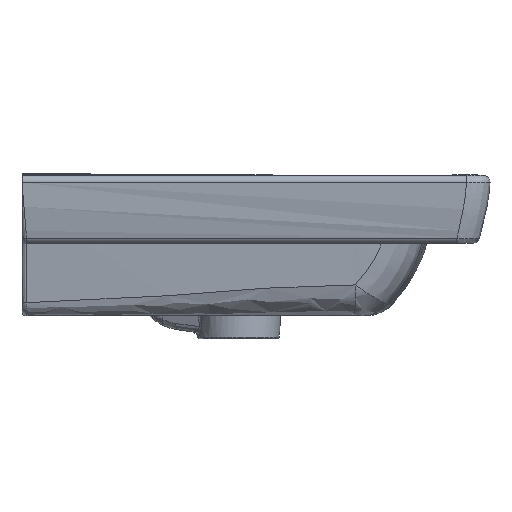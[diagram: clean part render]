
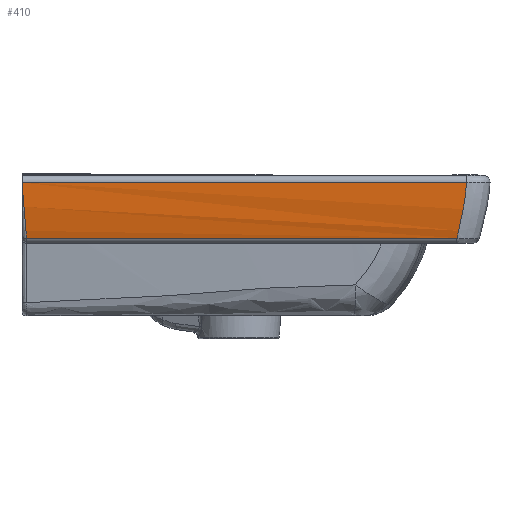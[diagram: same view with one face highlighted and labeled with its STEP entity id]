
A CAD part, left-side view. The second image highlights one B-rep face of the part: STEP entity #410.
In plain terms, the highlighted free-form (B-spline) face has degree [4, 1] with [11, 2] control points.
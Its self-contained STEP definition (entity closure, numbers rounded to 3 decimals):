
#108=(
BOUNDED_SURFACE()
B_SPLINE_SURFACE(4,1,((#7761,#7762),(#7763,#7764),(#7765,#7766),(#7767,
#7768),(#7769,#7770),(#7771,#7772),(#7773,#7774),(#7775,#7776),(#7777,#7778),
(#7779,#7780),(#7781,#7782)),.UNSPECIFIED.,.F.,.F.,.F.)
B_SPLINE_SURFACE_WITH_KNOTS((5,4,2,5),(2,2),(0.,0.146,0.574,
1.),(0.,1.),.UNSPECIFIED.)
GEOMETRIC_REPRESENTATION_ITEM()
RATIONAL_B_SPLINE_SURFACE(((1.,1.),(1.,
1.),(1.,1.),(1.,1.),(1.,1.),
(1.,1.),(1.,1.),(1.,1.),(1.,1.),(1.,1.),(1.,1.)))
REPRESENTATION_ITEM('')
SURFACE()
);
#410=ADVANCED_FACE('',(#667),#108,.F.);
#667=FACE_OUTER_BOUND('',#866,.T.);
#866=EDGE_LOOP('',(#1245,#1246,#1247,#1248,#1249,#1250));
#1245=ORIENTED_EDGE('',*,*,#2396,.T.);
#1246=ORIENTED_EDGE('',*,*,#2395,.T.);
#1247=ORIENTED_EDGE('',*,*,#2488,.F.);
#1248=ORIENTED_EDGE('',*,*,#2489,.F.);
#1249=ORIENTED_EDGE('',*,*,#2490,.F.);
#1250=ORIENTED_EDGE('',*,*,#2491,.F.);
#2071=VERTEX_POINT('',#4900);
#2072=VERTEX_POINT('',#4901);
#2073=VERTEX_POINT('',#4912);
#2127=VERTEX_POINT('',#7738);
#2128=VERTEX_POINT('',#7749);
#2129=VERTEX_POINT('',#7758);
#2395=EDGE_CURVE('',#2071,#2072,#2890,.T.);
#2396=EDGE_CURVE('',#2073,#2071,#2891,.T.);
#2488=EDGE_CURVE('',#2127,#2072,#2962,.T.);
#2489=EDGE_CURVE('',#2128,#2127,#2963,.T.);
#2490=EDGE_CURVE('',#2129,#2128,#2964,.T.);
#2491=EDGE_CURVE('',#2073,#2129,#2965,.T.);
#2890=B_SPLINE_CURVE_WITH_KNOTS('',3,(#4861,#4862,#4863,#4864,#4865,#4866,
#4867,#4868,#4869,#4870,#4871,#4872,#4873,#4874,#4875,#4876,#4877,#4878,
#4879,#4880,#4881,#4882,#4883,#4884,#4885,#4886,#4887,#4888,#4889,#4890,
#4891,#4892,#4893,#4894,#4895,#4896,#4897,#4898,#4899),.UNSPECIFIED.,.F.,
 .F.,(4,2,2,2,1,2,2,2,2,2,2,2,1,2,2,2,2,1,2,2,4),(0.,0.125,
0.188,0.219,0.234,0.242,
0.25,0.375,0.438,0.5,
0.625,0.688,0.719,0.734,
0.75,0.813,0.844,0.859,
0.867,0.875,1.),.UNSPECIFIED.);
#2891=B_SPLINE_CURVE_WITH_KNOTS('',3,(#4902,#4903,#4904,#4905,#4906,#4907,
#4908,#4909,#4910,#4911),.UNSPECIFIED.,.F.,.F.,(4,2,2,2,4),(0.,0.5,
0.625,0.75,1.),.UNSPECIFIED.);
#2962=B_SPLINE_CURVE_WITH_KNOTS('',1,(#7736,#7737),.UNSPECIFIED.,.F.,.F.,
(2,2),(0.,1.),.UNSPECIFIED.);
#2963=B_SPLINE_CURVE_WITH_KNOTS('',3,(#7739,#7740,#7741,#7742,#7743,#7744,
#7745,#7746,#7747,#7748),.UNSPECIFIED.,.F.,.F.,(4,2,2,2,4),(0.,0.125,0.25,
0.5,1.),.UNSPECIFIED.);
#2964=B_SPLINE_CURVE_WITH_KNOTS('',3,(#7750,#7751,#7752,#7753,#7754,#7755,
#7756,#7757),.UNSPECIFIED.,.F.,.F.,(4,2,2,4),(0.,0.5,0.75,
1.),.UNSPECIFIED.);
#2965=B_SPLINE_CURVE_WITH_KNOTS('',1,(#7759,#7760),.UNSPECIFIED.,.F.,.F.,
(2,2),(0.,1.),.UNSPECIFIED.);
#4861=CARTESIAN_POINT('',(-245.65,-373.172,-47.314));
#4862=CARTESIAN_POINT('',(-246.12,-373.635,-45.224));
#4863=CARTESIAN_POINT('',(-246.499,-374.054,-43.306));
#4864=CARTESIAN_POINT('',(-246.971,-374.617,-40.698));
#4865=CARTESIAN_POINT('',(-247.113,-374.793,-39.873));
#4866=CARTESIAN_POINT('',(-247.306,-375.042,-38.703));
#4867=CARTESIAN_POINT('',(-247.367,-375.122,-38.325));
#4868=CARTESIAN_POINT('',(-247.454,-375.238,-37.774));
#4869=CARTESIAN_POINT('',(-247.496,-375.295,-37.503));
#4870=CARTESIAN_POINT('',(-247.537,-375.35,-37.238));
#4871=CARTESIAN_POINT('',(-247.564,-375.387,-37.063));
#4872=CARTESIAN_POINT('',(-247.572,-375.399,-37.006));
#4873=CARTESIAN_POINT('',(-247.871,-375.81,-35.03));
#4874=CARTESIAN_POINT('',(-248.11,-376.171,-33.253));
#4875=CARTESIAN_POINT('',(-248.422,-376.671,-30.715));
#4876=CARTESIAN_POINT('',(-248.518,-376.831,-29.891));
#4877=CARTESIAN_POINT('',(-248.697,-377.137,-28.284));
#4878=CARTESIAN_POINT('',(-248.777,-377.277,-27.536));
#4879=CARTESIAN_POINT('',(-249.021,-377.713,-25.157));
#4880=CARTESIAN_POINT('',(-249.174,-377.995,-23.517));
#4881=CARTESIAN_POINT('',(-249.383,-378.403,-20.973));
#4882=CARTESIAN_POINT('',(-249.449,-378.537,-20.112));
#4883=CARTESIAN_POINT('',(-249.542,-378.734,-18.799));
#4884=CARTESIAN_POINT('',(-249.587,-378.832,-18.137));
#4885=CARTESIAN_POINT('',(-249.629,-378.928,-17.468));
#4886=CARTESIAN_POINT('',(-249.657,-378.992,-17.02));
#4887=CARTESIAN_POINT('',(-249.667,-379.017,-16.842));
#4888=CARTESIAN_POINT('',(-249.746,-379.209,-15.479));
#4889=CARTESIAN_POINT('',(-249.794,-379.34,-14.499));
#4890=CARTESIAN_POINT('',(-249.85,-379.503,-13.194));
#4891=CARTESIAN_POINT('',(-249.867,-379.552,-12.787));
#4892=CARTESIAN_POINT('',(-249.887,-379.617,-12.217));
#4893=CARTESIAN_POINT('',(-249.897,-379.648,-11.942));
#4894=CARTESIAN_POINT('',(-249.906,-379.675,-11.683));
#4895=CARTESIAN_POINT('',(-249.911,-379.693,-11.514));
#4896=CARTESIAN_POINT('',(-249.912,-379.697,-11.471));
#4897=CARTESIAN_POINT('',(-249.976,-379.903,-9.409));
#4898=CARTESIAN_POINT('',(-250.,-380.,-7.626));
#4899=CARTESIAN_POINT('',(-250.,-380.,-6.));
#4900=CARTESIAN_POINT('',(-245.65,-373.171,-47.316));
#4901=CARTESIAN_POINT('',(-250.,-380.,-6.));
#4902=CARTESIAN_POINT('',(-244.068,-371.693,-53.608));
#4903=CARTESIAN_POINT('',(-244.337,-371.939,-52.64));
#4904=CARTESIAN_POINT('',(-244.615,-372.193,-51.597));
#4905=CARTESIAN_POINT('',(-244.967,-372.519,-50.199));
#4906=CARTESIAN_POINT('',(-245.023,-372.572,-49.972));
#4907=CARTESIAN_POINT('',(-245.152,-372.693,-49.446));
#4908=CARTESIAN_POINT('',(-245.217,-372.754,-49.177));
#4909=CARTESIAN_POINT('',(-245.414,-372.941,-48.349));
#4910=CARTESIAN_POINT('',(-245.531,-373.054,-47.844));
#4911=CARTESIAN_POINT('',(-245.649,-373.171,-47.317));
#4912=CARTESIAN_POINT('',(-244.068,-371.693,-53.608));
#7736=CARTESIAN_POINT('',(-250.,0.,-6.));
#7737=CARTESIAN_POINT('',(-250.,-380.,-6.));
#7738=CARTESIAN_POINT('',(-250.,0.,-6.));
#7739=CARTESIAN_POINT('',(-245.649,-3.416,-47.317));
#7740=CARTESIAN_POINT('',(-246.02,-3.273,-45.668));
#7741=CARTESIAN_POINT('',(-246.377,-3.131,-43.927));
#7742=CARTESIAN_POINT('',(-247.01,-2.846,-40.518));
#7743=CARTESIAN_POINT('',(-247.297,-2.704,-38.807));
#7744=CARTESIAN_POINT('',(-248.082,-2.277,-33.665));
#7745=CARTESIAN_POINT('',(-248.502,-1.993,-30.22));
#7746=CARTESIAN_POINT('',(-249.571,-1.139,-19.867));
#7747=CARTESIAN_POINT('',(-250.,-0.569,-12.939));
#7748=CARTESIAN_POINT('',(-250.,0.,-6.));
#7749=CARTESIAN_POINT('',(-245.649,-3.416,-47.317));
#7750=CARTESIAN_POINT('',(-244.068,-4.,-53.608));
#7751=CARTESIAN_POINT('',(-244.36,-3.903,-52.557));
#7752=CARTESIAN_POINT('',(-244.638,-3.805,-51.507));
#7753=CARTESIAN_POINT('',(-245.033,-3.659,-49.934));
#7754=CARTESIAN_POINT('',(-245.163,-3.61,-49.404));
#7755=CARTESIAN_POINT('',(-245.407,-3.513,-48.381));
#7756=CARTESIAN_POINT('',(-245.523,-3.464,-47.881));
#7757=CARTESIAN_POINT('',(-245.649,-3.416,-47.317));
#7758=CARTESIAN_POINT('',(-244.068,-4.,-53.608));
#7759=CARTESIAN_POINT('',(-244.068,-371.693,-53.608));
#7760=CARTESIAN_POINT('',(-244.068,-4.,-53.608));
#7761=CARTESIAN_POINT('',(-244.068,2.28,-53.608));
#7762=CARTESIAN_POINT('',(-244.068,-382.28,-53.608));
#7763=CARTESIAN_POINT('',(-244.506,2.28,-52.031));
#7764=CARTESIAN_POINT('',(-244.506,-382.28,-52.031));
#7765=CARTESIAN_POINT('',(-244.916,2.28,-50.455));
#7766=CARTESIAN_POINT('',(-244.916,-382.28,-50.455));
#7767=CARTESIAN_POINT('',(-245.297,2.28,-48.884));
#7768=CARTESIAN_POINT('',(-245.297,-382.28,-48.884));
#7769=CARTESIAN_POINT('',(-245.649,2.28,-47.317));
#7770=CARTESIAN_POINT('',(-245.649,-382.28,-47.317));
#7771=CARTESIAN_POINT('',(-246.794,2.28,-42.23));
#7772=CARTESIAN_POINT('',(-246.794,-382.28,-42.23));
#7773=CARTESIAN_POINT('',(-247.664,2.28,-37.09));
#7774=CARTESIAN_POINT('',(-247.664,-382.28,-37.09));
#7775=CARTESIAN_POINT('',(-248.992,2.28,-26.762));
#7776=CARTESIAN_POINT('',(-248.992,-382.28,-26.762));
#7777=CARTESIAN_POINT('',(-249.782,2.28,-16.384));
#7778=CARTESIAN_POINT('',(-249.782,-382.28,-16.384));
#7779=CARTESIAN_POINT('',(-250.,2.28,-11.195));
#7780=CARTESIAN_POINT('',(-250.,-382.28,-11.195));
#7781=CARTESIAN_POINT('',(-250.,2.28,-6.));
#7782=CARTESIAN_POINT('',(-250.,-382.28,-6.));
